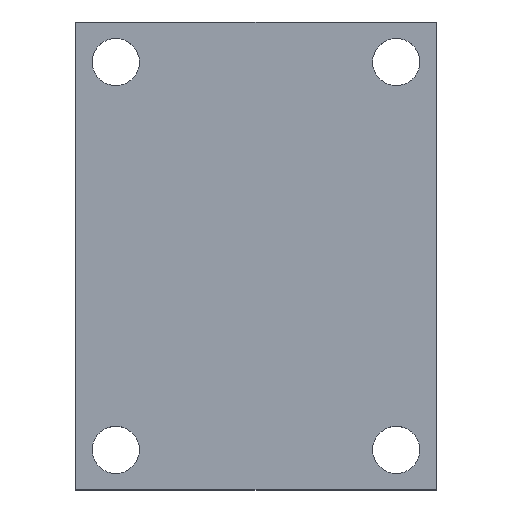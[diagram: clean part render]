
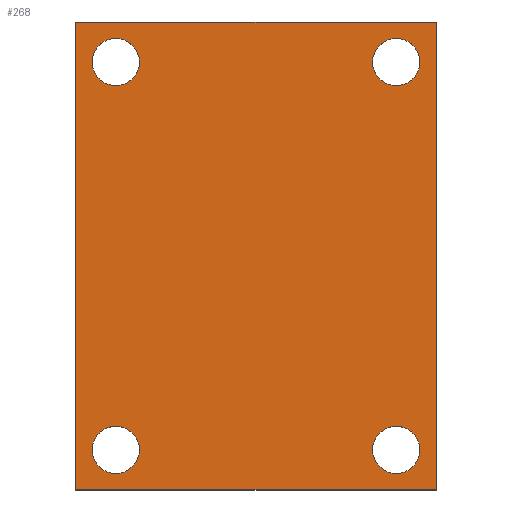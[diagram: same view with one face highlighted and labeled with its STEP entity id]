
A CAD part, top view. The second image highlights one B-rep face of the part: STEP entity #268.
In plain terms, the highlighted planar face has unit normal (0, 0, 1).
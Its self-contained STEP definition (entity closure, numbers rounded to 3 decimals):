
#12 = AXIS2_PLACEMENT_3D ( 'NONE', #434, #21, #212 ) ;
#19 = DIRECTION ( 'NONE',  ( -1., 0., 0. ) ) ;
#21 = DIRECTION ( 'NONE',  ( 0., 0., 1. ) ) ;
#24 = CARTESIAN_POINT ( 'NONE',  ( 10.15, -14.035, 1.56 ) ) ;
#28 = ORIENTED_EDGE ( 'NONE', *, *, #65, .F. ) ;
#29 = CARTESIAN_POINT ( 'NONE',  ( -11.86, -14.035, 1.56 ) ) ;
#32 = VERTEX_POINT ( 'NONE', #229 ) ;
#33 = CARTESIAN_POINT ( 'NONE',  ( 8.44, 14.035, 1.56 ) ) ;
#34 = VECTOR ( 'NONE', #184, 1000. ) ;
#36 = CARTESIAN_POINT ( 'NONE',  ( 10.15, -14.035, 1.56 ) ) ;
#39 = CARTESIAN_POINT ( 'NONE',  ( 13.05, -16.935, 1.56 ) ) ;
#40 = VERTEX_POINT ( 'NONE', #309 ) ;
#41 = DIRECTION ( 'NONE',  ( -1., 0., 0. ) ) ;
#42 = ORIENTED_EDGE ( 'NONE', *, *, #77, .T. ) ;
#46 = DIRECTION ( 'NONE',  ( 1., 0., 0. ) ) ;
#47 = ORIENTED_EDGE ( 'NONE', *, *, #373, .F. ) ;
#53 = DIRECTION ( 'NONE',  ( -1., 0., 0. ) ) ;
#54 = EDGE_CURVE ( 'NONE', #382, #414, #236, .T. ) ;
#63 = FACE_BOUND ( 'NONE', #380, .T. ) ;
#64 = VERTEX_POINT ( 'NONE', #385 ) ;
#65 = EDGE_CURVE ( 'NONE', #360, #32, #318, .T. ) ;
#73 = EDGE_CURVE ( 'NONE', #324, #246, #95, .T. ) ;
#77 = EDGE_CURVE ( 'NONE', #414, #438, #454, .T. ) ;
#79 = ORIENTED_EDGE ( 'NONE', *, *, #283, .F. ) ;
#82 = ORIENTED_EDGE ( 'NONE', *, *, #121, .F. ) ;
#87 = DIRECTION ( 'NONE',  ( 0., 0., 1. ) ) ;
#89 = AXIS2_PLACEMENT_3D ( 'NONE', #24, #394, #19 ) ;
#95 = CIRCLE ( 'NONE', #370, 1.71 ) ;
#104 = CARTESIAN_POINT ( 'NONE',  ( -13.05, 16.935, 1.56 ) ) ;
#117 = DIRECTION ( 'NONE',  ( -1., 0., 0. ) ) ;
#121 = EDGE_CURVE ( 'NONE', #320, #216, #322, .T. ) ;
#123 = DIRECTION ( 'NONE',  ( 0., 0., 1. ) ) ;
#126 = CIRCLE ( 'NONE', #12, 1.71 ) ;
#127 = CARTESIAN_POINT ( 'NONE',  ( 10.15, 14.035, 1.56 ) ) ;
#134 = ORIENTED_EDGE ( 'NONE', *, *, #226, .T. ) ;
#136 = VECTOR ( 'NONE', #389, 1000. ) ;
#140 = DIRECTION ( 'NONE',  ( 0., 0., -1. ) ) ;
#142 = CARTESIAN_POINT ( 'NONE',  ( -8.44, 14.035, 1.56 ) ) ;
#148 = ORIENTED_EDGE ( 'NONE', *, *, #54, .T. ) ;
#162 = CIRCLE ( 'NONE', #89, 1.71 ) ;
#163 = EDGE_LOOP ( 'NONE', ( #314, #82 ) ) ;
#172 = DIRECTION ( 'NONE',  ( -1., 0., 0. ) ) ;
#175 = CARTESIAN_POINT ( 'NONE',  ( -11.86, 14.035, 1.56 ) ) ;
#178 = ORIENTED_EDGE ( 'NONE', *, *, #398, .T. ) ;
#181 = EDGE_LOOP ( 'NONE', ( #178, #134, #148, #42 ) ) ;
#184 = DIRECTION ( 'NONE',  ( 0., 1., 0. ) ) ;
#187 = DIRECTION ( 'NONE',  ( 0., 0., 1. ) ) ;
#194 = AXIS2_PLACEMENT_3D ( 'NONE', #36, #187, #117 ) ;
#206 = CIRCLE ( 'NONE', #194, 1.71 ) ;
#209 = CARTESIAN_POINT ( 'NONE',  ( 0., 0., 1.56 ) ) ;
#211 = EDGE_CURVE ( 'NONE', #32, #360, #126, .T. ) ;
#212 = DIRECTION ( 'NONE',  ( 1., 0., 0. ) ) ;
#214 = VECTOR ( 'NONE', #172, 1000. ) ;
#215 = FACE_OUTER_BOUND ( 'NONE', #181, .T. ) ;
#216 = VERTEX_POINT ( 'NONE', #175 ) ;
#217 = CARTESIAN_POINT ( 'NONE',  ( -13.05, 16.935, 1.56 ) ) ;
#226 = EDGE_CURVE ( 'NONE', #64, #382, #472, .T. ) ;
#229 = CARTESIAN_POINT ( 'NONE',  ( 11.86, 14.035, 1.56 ) ) ;
#236 = LINE ( 'NONE', #353, #136 ) ;
#237 = CIRCLE ( 'NONE', #400, 1.71 ) ;
#239 = DIRECTION ( 'NONE',  ( 0., 0., 1. ) ) ;
#246 = VERTEX_POINT ( 'NONE', #250 ) ;
#247 = PLANE ( 'NONE',  #372 ) ;
#248 = EDGE_LOOP ( 'NONE', ( #79, #47 ) ) ;
#250 = CARTESIAN_POINT ( 'NONE',  ( -8.44, -14.035, 1.56 ) ) ;
#257 = EDGE_LOOP ( 'NONE', ( #306, #397 ) ) ;
#264 = EDGE_CURVE ( 'NONE', #246, #324, #304, .T. ) ;
#268 = ADVANCED_FACE ( 'NONE', ( #215, #63, #361, #285, #357 ), #247, .F. ) ;
#275 = CARTESIAN_POINT ( 'NONE',  ( -10.15, -14.035, 1.56 ) ) ;
#279 = CARTESIAN_POINT ( 'NONE',  ( -10.15, 14.035, 1.56 ) ) ;
#283 = EDGE_CURVE ( 'NONE', #327, #40, #162, .T. ) ;
#284 = DIRECTION ( 'NONE',  ( 1., 0., 0. ) ) ;
#285 = FACE_BOUND ( 'NONE', #257, .T. ) ;
#291 = DIRECTION ( 'NONE',  ( -1., 0., 0. ) ) ;
#300 = LINE ( 'NONE', #305, #34 ) ;
#304 = CIRCLE ( 'NONE', #349, 1.71 ) ;
#305 = CARTESIAN_POINT ( 'NONE',  ( 13.05, -16.935, 1.56 ) ) ;
#306 = ORIENTED_EDGE ( 'NONE', *, *, #73, .F. ) ;
#309 = CARTESIAN_POINT ( 'NONE',  ( 11.86, -14.035, 1.56 ) ) ;
#314 = ORIENTED_EDGE ( 'NONE', *, *, #469, .F. ) ;
#318 = CIRCLE ( 'NONE', #406, 1.71 ) ;
#320 = VERTEX_POINT ( 'NONE', #142 ) ;
#322 = CIRCLE ( 'NONE', #420, 1.71 ) ;
#324 = VERTEX_POINT ( 'NONE', #29 ) ;
#327 = VERTEX_POINT ( 'NONE', #332 ) ;
#329 = CARTESIAN_POINT ( 'NONE',  ( -10.15, -14.035, 1.56 ) ) ;
#332 = CARTESIAN_POINT ( 'NONE',  ( 8.44, -14.035, 1.56 ) ) ;
#334 = CARTESIAN_POINT ( 'NONE',  ( -10.15, 14.035, 1.56 ) ) ;
#349 = AXIS2_PLACEMENT_3D ( 'NONE', #329, #470, #356 ) ;
#350 = CARTESIAN_POINT ( 'NONE',  ( -13.05, -16.935, 1.56 ) ) ;
#351 = ORIENTED_EDGE ( 'NONE', *, *, #211, .F. ) ;
#353 = CARTESIAN_POINT ( 'NONE',  ( -13.05, -16.935, 1.56 ) ) ;
#356 = DIRECTION ( 'NONE',  ( 1., 0., 0. ) ) ;
#357 = FACE_BOUND ( 'NONE', #163, .T. ) ;
#360 = VERTEX_POINT ( 'NONE', #33 ) ;
#361 = FACE_BOUND ( 'NONE', #248, .T. ) ;
#367 = DIRECTION ( 'NONE',  ( 0., 0., 1. ) ) ;
#370 = AXIS2_PLACEMENT_3D ( 'NONE', #275, #239, #46 ) ;
#372 = AXIS2_PLACEMENT_3D ( 'NONE', #209, #140, #291 ) ;
#373 = EDGE_CURVE ( 'NONE', #40, #327, #206, .T. ) ;
#380 = EDGE_LOOP ( 'NONE', ( #28, #351 ) ) ;
#382 = VERTEX_POINT ( 'NONE', #217 ) ;
#385 = CARTESIAN_POINT ( 'NONE',  ( 13.05, 16.935, 1.56 ) ) ;
#389 = DIRECTION ( 'NONE',  ( 0., -1., 0. ) ) ;
#390 = DIRECTION ( 'NONE',  ( 1., 0., 0. ) ) ;
#394 = DIRECTION ( 'NONE',  ( 0., 0., 1. ) ) ;
#397 = ORIENTED_EDGE ( 'NONE', *, *, #264, .F. ) ;
#398 = EDGE_CURVE ( 'NONE', #438, #64, #300, .T. ) ;
#400 = AXIS2_PLACEMENT_3D ( 'NONE', #334, #367, #41 ) ;
#406 = AXIS2_PLACEMENT_3D ( 'NONE', #127, #123, #390 ) ;
#414 = VERTEX_POINT ( 'NONE', #478 ) ;
#420 = AXIS2_PLACEMENT_3D ( 'NONE', #279, #87, #53 ) ;
#434 = CARTESIAN_POINT ( 'NONE',  ( 10.15, 14.035, 1.56 ) ) ;
#438 = VERTEX_POINT ( 'NONE', #39 ) ;
#454 = LINE ( 'NONE', #350, #466 ) ;
#466 = VECTOR ( 'NONE', #284, 1000. ) ;
#469 = EDGE_CURVE ( 'NONE', #216, #320, #237, .T. ) ;
#470 = DIRECTION ( 'NONE',  ( 0., 0., 1. ) ) ;
#472 = LINE ( 'NONE', #104, #214 ) ;
#478 = CARTESIAN_POINT ( 'NONE',  ( -13.05, -16.935, 1.56 ) ) ;
